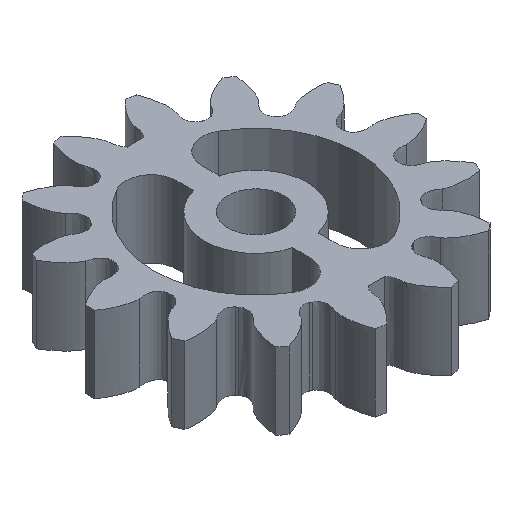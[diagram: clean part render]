
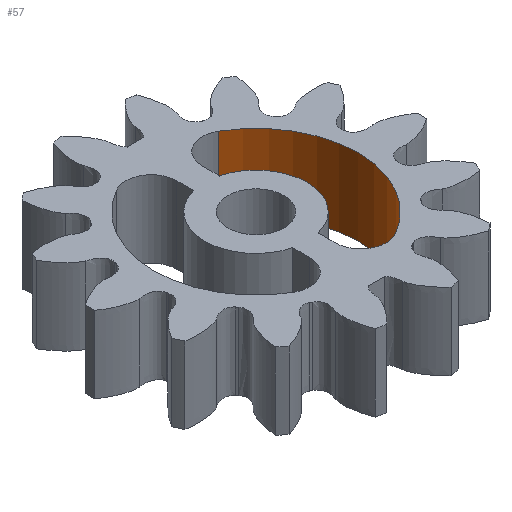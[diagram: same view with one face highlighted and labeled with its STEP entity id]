
A CAD part, isometric view. The second image highlights one B-rep face of the part: STEP entity #57.
In plain terms, the highlighted cylindrical face has radius 8 mm (diameter 16 mm), a partial arc.
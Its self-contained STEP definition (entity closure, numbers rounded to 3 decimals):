
#57=ADVANCED_FACE('',(#218),#220,.F.);
#218=FACE_BOUND('',#219,.T.);
#219=EDGE_LOOP('',(#1140,#1141,#1142,#1143));
#220=CYLINDRICAL_SURFACE('',#221,8.);
#221=AXIS2_PLACEMENT_3D('',#222,#223,#224);
#222=CARTESIAN_POINT('',(0.,0.,0.));
#223=DIRECTION('',(0.,0.,1.));
#224=DIRECTION('',(-1.,0.,0.));
#1140=ORIENTED_EDGE('',*,*,#3266,.F.);
#1141=ORIENTED_EDGE('',*,*,#3147,.F.);
#1142=ORIENTED_EDGE('',*,*,#3267,.F.);
#1143=ORIENTED_EDGE('',*,*,#3240,.F.);
#3147=EDGE_CURVE('',#3525,#3517,#3527,.T.);
#3240=EDGE_CURVE('',#3710,#3713,#3714,.F.);
#3266=EDGE_CURVE('',#3517,#3710,#3750,.T.);
#3267=EDGE_CURVE('',#3713,#3525,#3751,.F.);
#3517=VERTEX_POINT('',#5651);
#3525=VERTEX_POINT('',#5669);
#3527=CIRCLE('',#5674,8.);
#3710=VERTEX_POINT('',#7529);
#3713=VERTEX_POINT('',#7535);
#3714=CIRCLE('',#7536,8.);
#3750=LINE('',#7632,#7633);
#3751=LINE('',#7635,#7636);
#5651=CARTESIAN_POINT('',(4.,6.928,0.));
#5669=CARTESIAN_POINT('',(4.,-6.928,0.));
#5674=AXIS2_PLACEMENT_3D('',#5675,#5676,#5677);
#5675=CARTESIAN_POINT('',(0.,0.,0.));
#5676=DIRECTION('',(0.,0.,1.));
#5677=DIRECTION('',(0.5,-0.866,0.));
#7529=CARTESIAN_POINT('',(4.,6.928,6.));
#7535=CARTESIAN_POINT('',(4.,-6.928,6.));
#7536=AXIS2_PLACEMENT_3D('',#7537,#7538,#7539);
#7537=CARTESIAN_POINT('',(0.,0.,6.));
#7538=DIRECTION('',(0.,0.,1.));
#7539=DIRECTION('',(0.5,-0.866,0.));
#7632=CARTESIAN_POINT('',(4.,6.928,0.));
#7633=VECTOR('',#7634,1.);
#7634=DIRECTION('',(0.,0.,1.));
#7635=CARTESIAN_POINT('',(4.,-6.928,0.));
#7636=VECTOR('',#7637,1.);
#7637=DIRECTION('',(0.,0.,1.));
